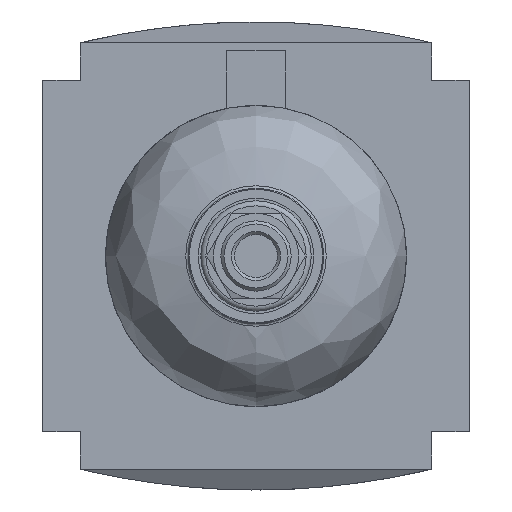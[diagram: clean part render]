
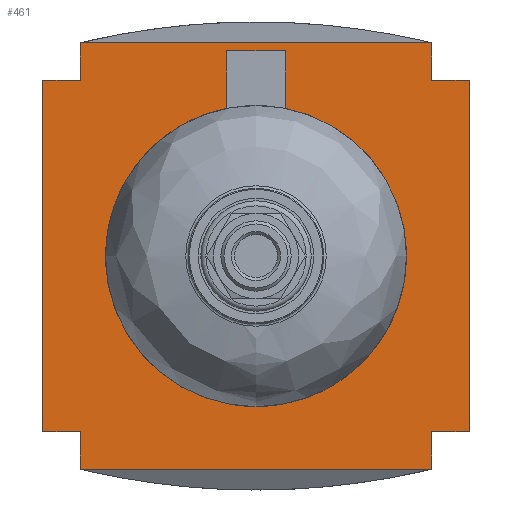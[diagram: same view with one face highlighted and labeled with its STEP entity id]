
A CAD part, front view. The second image highlights one B-rep face of the part: STEP entity #461.
In plain terms, the highlighted planar face has unit normal (0, -1, 0).
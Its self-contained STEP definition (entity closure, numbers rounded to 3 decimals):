
#461 = ADVANCED_FACE( '', ( #1165 ), #1166, .F. );
#1165 = FACE_OUTER_BOUND( '', #2149, .T. );
#1166 = PLANE( '', #2150 );
#2149 = EDGE_LOOP( '', ( #3450, #3451, #3452, #3453, #3454, #3455, #3456, #3457, #3458, #3459, #3460, #3461 ) );
#2150 = AXIS2_PLACEMENT_3D( '', #3462, #3463, #3464 );
#3450 = ORIENTED_EDGE( '', *, *, #6019, .F. );
#3451 = ORIENTED_EDGE( '', *, *, #6020, .F. );
#3452 = ORIENTED_EDGE( '', *, *, #6021, .F. );
#3453 = ORIENTED_EDGE( '', *, *, #6022, .T. );
#3454 = ORIENTED_EDGE( '', *, *, #6023, .F. );
#3455 = ORIENTED_EDGE( '', *, *, #6024, .T. );
#3456 = ORIENTED_EDGE( '', *, *, #6025, .F. );
#3457 = ORIENTED_EDGE( '', *, *, #6026, .T. );
#3458 = ORIENTED_EDGE( '', *, *, #6027, .T. );
#3459 = ORIENTED_EDGE( '', *, *, #6028, .F. );
#3460 = ORIENTED_EDGE( '', *, *, #6029, .F. );
#3461 = ORIENTED_EDGE( '', *, *, #6030, .T. );
#3462 = CARTESIAN_POINT( '', ( 0., -51., 103.36 ) );
#3463 = DIRECTION( '', ( 0., 1., 0. ) );
#3464 = DIRECTION( '', ( 0., 0., 1. ) );
#6019 = EDGE_CURVE( '', #7299, #7300, #7301, .T. );
#6020 = EDGE_CURVE( '', #7302, #7299, #7303, .T. );
#6021 = EDGE_CURVE( '', #7304, #7302, #7305, .T. );
#6022 = EDGE_CURVE( '', #7304, #7306, #7307, .T. );
#6023 = EDGE_CURVE( '', #7308, #7306, #7309, .T. );
#6024 = EDGE_CURVE( '', #7308, #7310, #7311, .T. );
#6025 = EDGE_CURVE( '', #7312, #7310, #7313, .T. );
#6026 = EDGE_CURVE( '', #7312, #7314, #7315, .T. );
#6027 = EDGE_CURVE( '', #7314, #7316, #7317, .T. );
#6028 = EDGE_CURVE( '', #7318, #7316, #7319, .T. );
#6029 = EDGE_CURVE( '', #7320, #7318, #7321, .T. );
#6030 = EDGE_CURVE( '', #7320, #7300, #7322, .T. );
#7299 = VERTEX_POINT( '', #9074 );
#7300 = VERTEX_POINT( '', #9075 );
#7301 = LINE( '', #9076, #9077 );
#7302 = VERTEX_POINT( '', #9078 );
#7303 = LINE( '', #9079, #9080 );
#7304 = VERTEX_POINT( '', #9081 );
#7305 = LINE( '', #9082, #9083 );
#7306 = VERTEX_POINT( '', #9084 );
#7307 = LINE( '', #9085, #9086 );
#7308 = VERTEX_POINT( '', #9087 );
#7309 = LINE( '', #9088, #9089 );
#7310 = VERTEX_POINT( '', #9090 );
#7311 = LINE( '', #9091, #9092 );
#7312 = VERTEX_POINT( '', #9093 );
#7313 = LINE( '', #9094, #9095 );
#7314 = VERTEX_POINT( '', #9096 );
#7315 = LINE( '', #9097, #9098 );
#7316 = VERTEX_POINT( '', #9099 );
#7317 = LINE( '', #9100, #9101 );
#7318 = VERTEX_POINT( '', #9102 );
#7319 = LINE( '', #9103, #9104 );
#7320 = VERTEX_POINT( '', #9105 );
#7321 = LINE( '', #9106, #9107 );
#7322 = LINE( '', #9108, #9109 );
#9074 = CARTESIAN_POINT( '', ( 35., -51., -35. ) );
#9075 = CARTESIAN_POINT( '', ( 35., -51., -42.5 ) );
#9076 = CARTESIAN_POINT( '', ( 35., -51., 42.5 ) );
#9077 = VECTOR( '', #10931, 1000. );
#9078 = CARTESIAN_POINT( '', ( 42.5, -51., -35. ) );
#9079 = CARTESIAN_POINT( '', ( 42.5, -51., -35. ) );
#9080 = VECTOR( '', #10932, 1000. );
#9081 = CARTESIAN_POINT( '', ( 42.5, -51., 35. ) );
#9082 = CARTESIAN_POINT( '', ( 42.5, -51., 35. ) );
#9083 = VECTOR( '', #10933, 1000. );
#9084 = CARTESIAN_POINT( '', ( 35., -51., 35. ) );
#9085 = CARTESIAN_POINT( '', ( 42.5, -51., 35. ) );
#9086 = VECTOR( '', #10934, 1000. );
#9087 = CARTESIAN_POINT( '', ( 35., -51., 42.5 ) );
#9088 = CARTESIAN_POINT( '', ( 35., -51., 42.5 ) );
#9089 = VECTOR( '', #10935, 1000. );
#9090 = CARTESIAN_POINT( '', ( -35., -51., 42.5 ) );
#9091 = CARTESIAN_POINT( '', ( 0., -51., 42.5 ) );
#9092 = VECTOR( '', #10936, 1000. );
#9093 = CARTESIAN_POINT( '', ( -35., -51., 35. ) );
#9094 = CARTESIAN_POINT( '', ( -35., -51., -42.5 ) );
#9095 = VECTOR( '', #10937, 1000. );
#9096 = CARTESIAN_POINT( '', ( -42.5, -51., 35. ) );
#9097 = CARTESIAN_POINT( '', ( 42.5, -51., 35. ) );
#9098 = VECTOR( '', #10938, 1000. );
#9099 = CARTESIAN_POINT( '', ( -42.5, -51., -35. ) );
#9100 = CARTESIAN_POINT( '', ( -42.5, -51., 35. ) );
#9101 = VECTOR( '', #10939, 1000. );
#9102 = CARTESIAN_POINT( '', ( -35., -51., -35. ) );
#9103 = CARTESIAN_POINT( '', ( 42.5, -51., -35. ) );
#9104 = VECTOR( '', #10940, 1000. );
#9105 = CARTESIAN_POINT( '', ( -35., -51., -42.5 ) );
#9106 = CARTESIAN_POINT( '', ( -35., -51., -42.5 ) );
#9107 = VECTOR( '', #10941, 1000. );
#9108 = CARTESIAN_POINT( '', ( 0., -51., -42.5 ) );
#9109 = VECTOR( '', #10942, 1000. );
#10931 = DIRECTION( '', ( 0., 0., -1. ) );
#10932 = DIRECTION( '', ( -1., 0., 0. ) );
#10933 = DIRECTION( '', ( 0., 0., -1. ) );
#10934 = DIRECTION( '', ( -1., 0., 0. ) );
#10935 = DIRECTION( '', ( 0., 0., -1. ) );
#10936 = DIRECTION( '', ( -1., 0., 0. ) );
#10937 = DIRECTION( '', ( 0., 0., 1. ) );
#10938 = DIRECTION( '', ( -1., 0., 0. ) );
#10939 = DIRECTION( '', ( 0., 0., -1. ) );
#10940 = DIRECTION( '', ( -1., 0., 0. ) );
#10941 = DIRECTION( '', ( 0., 0., 1. ) );
#10942 = DIRECTION( '', ( 1., 0., 0. ) );
